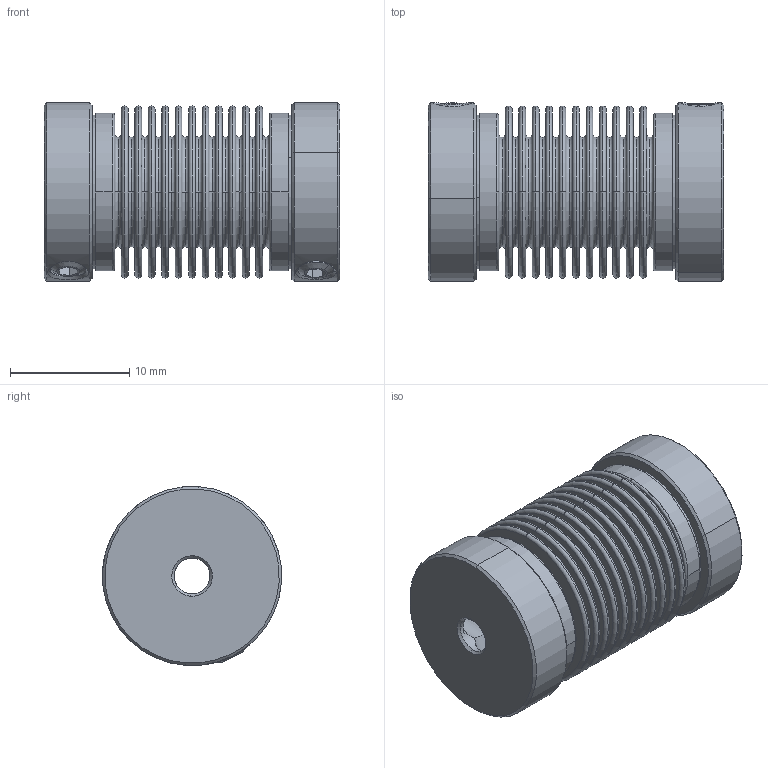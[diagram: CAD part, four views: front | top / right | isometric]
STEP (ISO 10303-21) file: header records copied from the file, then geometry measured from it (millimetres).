
FILE_DESCRIPTION(('STEP AP214'),'1');
FILE_NAME('bkxs15250303.stp','2017-10-09T10:07:25',('TraceParts'),('TraceParts S.A.'),'Spatial InterOp 3D',' ',' ');
FILE_SCHEMA(('automotive_design'));
Length unit declared in the file: millimetre
Products named in the file (1): bkxs15250303
Bounding box: 24.74 x 14.98 x 14.97 mm (x, y, z)
Volume: 2351.3 mm3; surface area: 4553.3 mm2
Topology: 1 solids, 1 shells, 302 faces, 704 edges, 428 vertices
Faces by surface type: torus 100, plane 94, cone 52, cylinder 48, bspline 8
Entity records: 9596 total; most frequent: CARTESIAN_POINT 2446, DIRECTION 1712, ORIENTED_EDGE 1376, AXIS2_PLACEMENT_3D 765, EDGE_CURVE 688, CIRCLE 440, VERTEX_POINT 428, EDGE_LOOP 344
